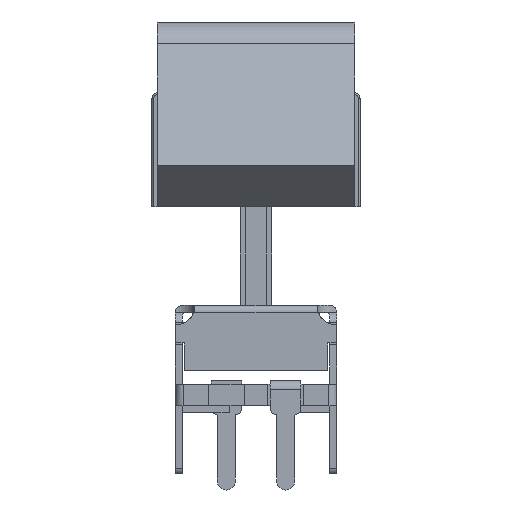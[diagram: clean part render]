
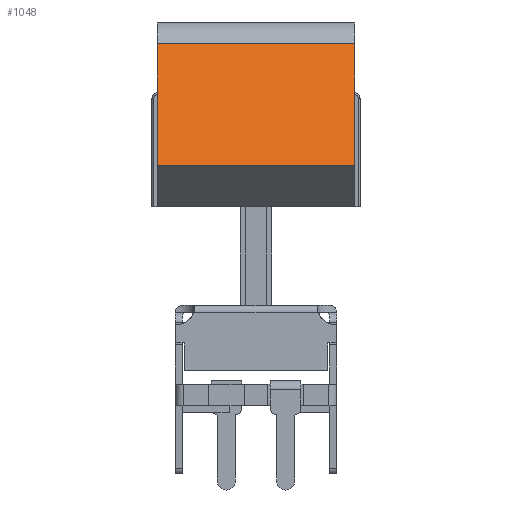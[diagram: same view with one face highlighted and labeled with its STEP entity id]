
A CAD part, left-side view. The second image highlights one B-rep face of the part: STEP entity #1048.
In plain terms, the highlighted planar face has unit normal (-0.927, 0, 0.376).
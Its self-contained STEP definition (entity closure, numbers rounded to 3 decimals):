
#456 = VERTEX_POINT('',#457);
#457 = CARTESIAN_POINT('',(-32.,-5.5,14.3));
#463 = EDGE_CURVE('',#456,#464,#466,.T.);
#464 = VERTEX_POINT('',#465);
#465 = CARTESIAN_POINT('',(-29.25,-5.5,21.082));
#466 = LINE('',#467,#468);
#467 = CARTESIAN_POINT('',(-32.,-5.5,14.3));
#468 = VECTOR('',#469,1.);
#469 = DIRECTION('',(0.376,0.,0.927)
  );
#579 = VERTEX_POINT('',#580);
#580 = CARTESIAN_POINT('',(-32.,5.5,14.3));
#586 = EDGE_CURVE('',#579,#587,#589,.T.);
#587 = VERTEX_POINT('',#588);
#588 = CARTESIAN_POINT('',(-29.25,5.5,21.082));
#589 = LINE('',#590,#591);
#590 = CARTESIAN_POINT('',(-32.,5.5,14.3));
#591 = VECTOR('',#592,1.);
#592 = DIRECTION('',(0.376,0.,0.927)
  );
#668 = EDGE_CURVE('',#579,#456,#669,.T.);
#669 = LINE('',#670,#671);
#670 = CARTESIAN_POINT('',(-32.,5.5,14.3));
#671 = VECTOR('',#672,1.);
#672 = DIRECTION('',(0.,-1.,0.));
#1048 = ADVANCED_FACE('',(#1049),#1060,.T.);
#1049 = FACE_BOUND('',#1050,.T.);
#1050 = EDGE_LOOP('',(#1051,#1052,#1053,#1059));
#1051 = ORIENTED_EDGE('',*,*,#668,.T.);
#1052 = ORIENTED_EDGE('',*,*,#463,.T.);
#1053 = ORIENTED_EDGE('',*,*,#1054,.F.);
#1054 = EDGE_CURVE('',#587,#464,#1055,.T.);
#1055 = LINE('',#1056,#1057);
#1056 = CARTESIAN_POINT('',(-29.25,5.5,21.082));
#1057 = VECTOR('',#1058,1.);
#1058 = DIRECTION('',(0.,-1.,0.));
#1059 = ORIENTED_EDGE('',*,*,#586,.F.);
#1060 = PLANE('',#1061);
#1061 = AXIS2_PLACEMENT_3D('',#1062,#1063,#1064);
#1062 = CARTESIAN_POINT('',(-32.,5.5,14.3));
#1063 = DIRECTION('',(-0.927,0.,0.376)
  );
#1064 = DIRECTION('',(0.376,0.,0.927)
  );
